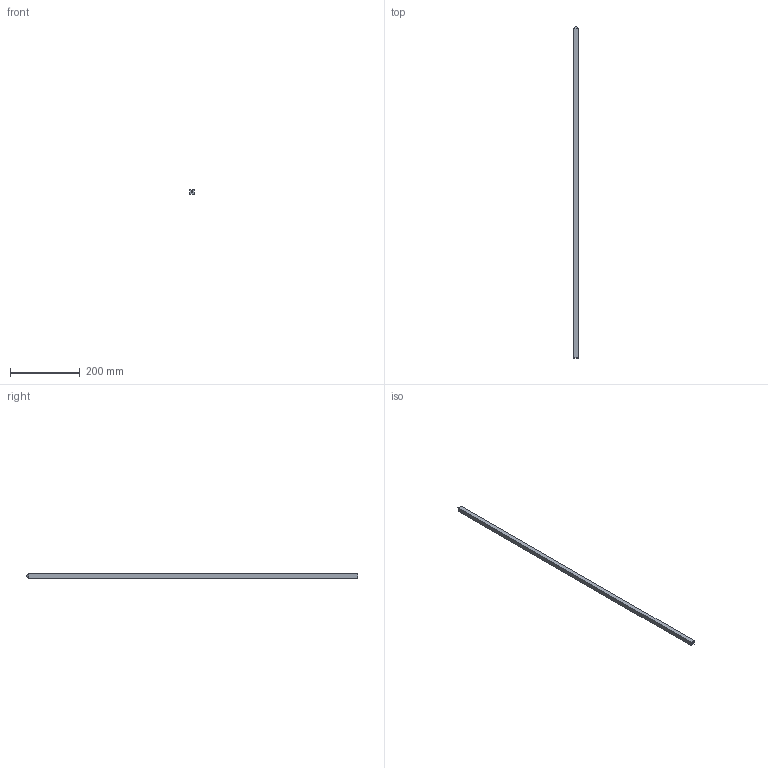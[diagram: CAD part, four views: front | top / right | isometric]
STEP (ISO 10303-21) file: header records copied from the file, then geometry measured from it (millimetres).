
FILE_DESCRIPTION (( 'STEP AP203' ), '1' );
FILE_NAME ('18514.STEP', '2022-04-22T08:13:06', ( '' ), ( '' ), 'SwSTEP 2.0', 'SolidWorks 2018', '' );
FILE_SCHEMA (( 'CONFIG_CONTROL_DESIGN' ));
Length unit declared in the file: millimetre
Products named in the file (1): 18514
Bounding box: 12 x 950 x 12 mm (x, y, z)
Volume: 136060.3 mm3; surface area: 45616.6 mm2
Topology: 1 solids, 1 shells, 230 faces, 620 edges, 412 vertices
Faces by surface type: plane 137, bspline 93
Entity records: 11267 total; most frequent: CARTESIAN_POINT 6052, ORIENTED_EDGE 1240, DIRECTION 710, EDGE_CURVE 620, VECTOR 434, LINE 434, VERTEX_POINT 412, EDGE_LOOP 250
